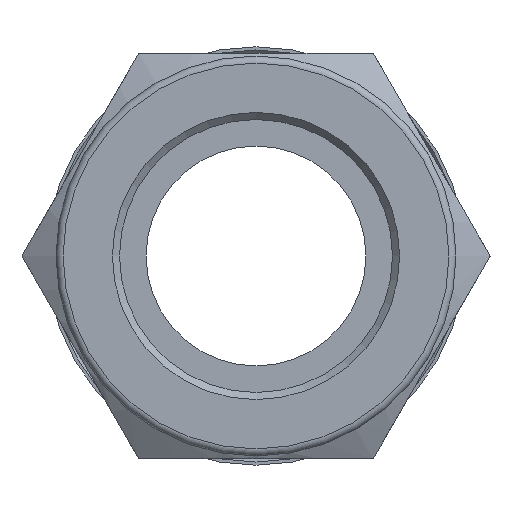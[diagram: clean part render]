
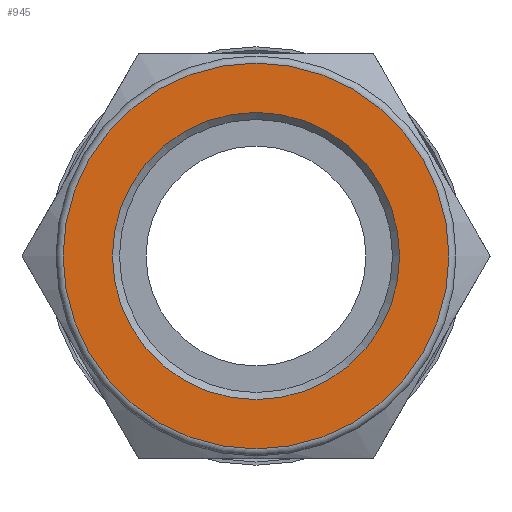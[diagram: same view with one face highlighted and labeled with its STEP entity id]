
A CAD part, left-side view. The second image highlights one B-rep face of the part: STEP entity #945.
In plain terms, the highlighted planar face has unit normal (-1, 0, 0).
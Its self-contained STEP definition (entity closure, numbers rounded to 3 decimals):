
#21=FACE_BOUND('',#233,.T.);
#93=CIRCLE('',#1068,10.125);
#94=CIRCLE('',#1070,13.6);
#168=FACE_OUTER_BOUND('',#232,.T.);
#232=EDGE_LOOP('',(#795));
#233=EDGE_LOOP('',(#796));
#448=VERTEX_POINT('',#1673);
#449=VERTEX_POINT('',#1677);
#571=EDGE_CURVE('',#448,#448,#93,.T.);
#572=EDGE_CURVE('',#449,#449,#94,.T.);
#795=ORIENTED_EDGE('',*,*,#572,.F.);
#796=ORIENTED_EDGE('',*,*,#571,.T.);
#901=PLANE('',#1069);
#945=ADVANCED_FACE('',(#168,#21),#901,.T.);
#1068=AXIS2_PLACEMENT_3D('',#1675,#1314,#1315);
#1069=AXIS2_PLACEMENT_3D('',#1676,#1316,#1317);
#1070=AXIS2_PLACEMENT_3D('',#1678,#1318,#1319);
#1314=DIRECTION('center_axis',(1.,0.,0.));
#1315=DIRECTION('ref_axis',(0.,0.,-1.));
#1316=DIRECTION('center_axis',(-1.,0.,0.));
#1317=DIRECTION('ref_axis',(0.,0.,1.));
#1318=DIRECTION('center_axis',(1.,0.,0.));
#1319=DIRECTION('ref_axis',(0.,0.,-1.));
#1673=CARTESIAN_POINT('',(0.,-10.125,0.));
#1675=CARTESIAN_POINT('Origin',(0.,0.,0.));
#1676=CARTESIAN_POINT('Origin',(0.,13.6,0.));
#1677=CARTESIAN_POINT('',(0.,0.,13.6));
#1678=CARTESIAN_POINT('Origin',(0.,0.,0.));
